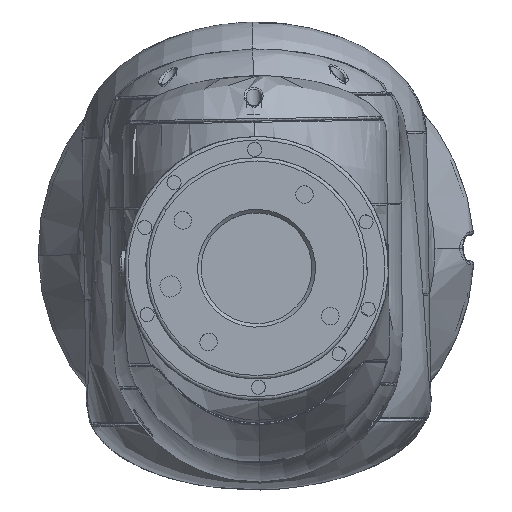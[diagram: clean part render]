
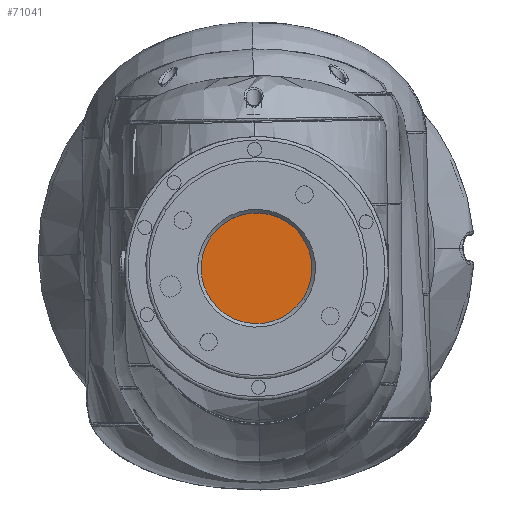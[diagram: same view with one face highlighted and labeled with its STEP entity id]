
A CAD part, top view. The second image highlights one B-rep face of the part: STEP entity #71041.
In plain terms, the highlighted face is planar.
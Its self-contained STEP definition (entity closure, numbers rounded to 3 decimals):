
#6030 = PLANE ( 'NONE',  #122711 ) ;
#18756 = EDGE_CURVE ( 'NONE', #175595, #50607, #45815, .T. ) ;
#30414 = AXIS2_PLACEMENT_3D ( 'NONE', #127602, #46212, #73549 ) ;
#32743 = DIRECTION ( 'NONE',  ( 0., 1., 0. ) ) ;
#33330 = CARTESIAN_POINT ( 'NONE',  ( 0., 31., 0. ) ) ;
#35724 = EDGE_LOOP ( 'NONE', ( #43559, #51536 ) ) ;
#43559 = ORIENTED_EDGE ( 'NONE', *, *, #164223, .T. ) ;
#45815 = CIRCLE ( 'NONE', #174707, 15.75 ) ;
#46212 = DIRECTION ( 'NONE',  ( 0., 1., 0. ) ) ;
#50607 = VERTEX_POINT ( 'NONE', #54625 ) ;
#51536 = ORIENTED_EDGE ( 'NONE', *, *, #18756, .T. ) ;
#54625 = CARTESIAN_POINT ( 'NONE',  ( 0., 31., -15.75 ) ) ;
#71041 = ADVANCED_FACE ( 'NONE', ( #88249 ), #6030, .T. ) ;
#73549 = DIRECTION ( 'NONE',  ( 0., 0., -1. ) ) ;
#79692 = CARTESIAN_POINT ( 'NONE',  ( 0., 31., 0. ) ) ;
#80282 = DIRECTION ( 'NONE',  ( 0., 0., -1. ) ) ;
#85287 = CIRCLE ( 'NONE', #30414, 15.75 ) ;
#88249 = FACE_OUTER_BOUND ( 'NONE', #35724, .T. ) ;
#108150 = DIRECTION ( 'NONE',  ( 0., 1., 0. ) ) ;
#122711 = AXIS2_PLACEMENT_3D ( 'NONE', #33330, #32743, #142042 ) ;
#127602 = CARTESIAN_POINT ( 'NONE',  ( 0., 31., 0. ) ) ;
#142042 = DIRECTION ( 'NONE',  ( 0., 0., 1. ) ) ;
#164223 = EDGE_CURVE ( 'NONE', #50607, #175595, #85287, .T. ) ;
#168969 = CARTESIAN_POINT ( 'NONE',  ( 0., 31., 15.75 ) ) ;
#174707 = AXIS2_PLACEMENT_3D ( 'NONE', #79692, #108150, #80282 ) ;
#175595 = VERTEX_POINT ( 'NONE', #168969 ) ;
